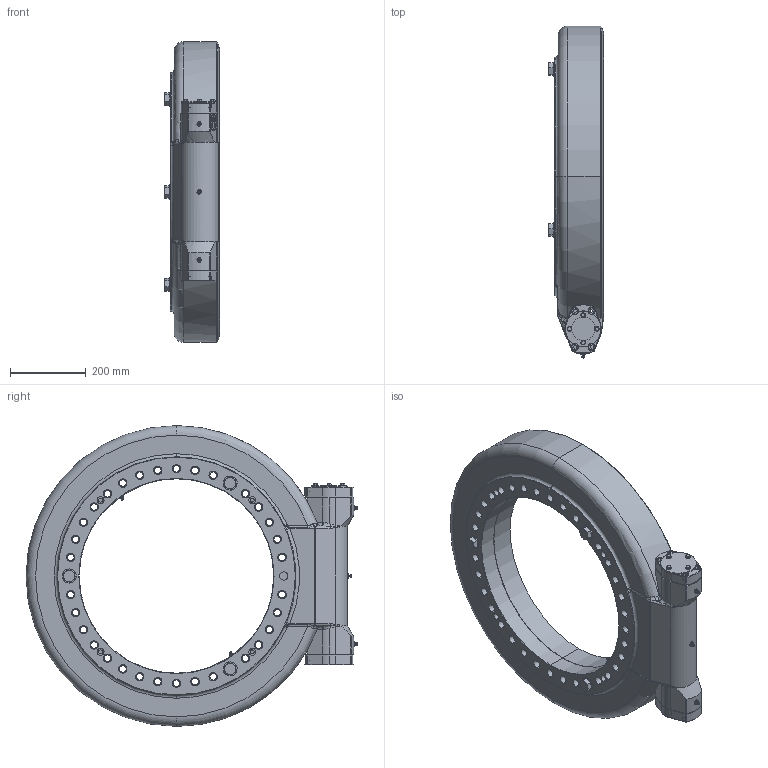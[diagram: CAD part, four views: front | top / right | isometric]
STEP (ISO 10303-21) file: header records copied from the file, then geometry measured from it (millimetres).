
FILE_DESCRIPTION (( 'STEP AP214' ), '1' );
FILE_NAME ('TGE760-A0-RM - SH.STEP', '2015-10-06T06:16:01', ( '' ), ( '' ), 'SwSTEP 2.0', 'SolidWorks 2015', '' );
FILE_SCHEMA (( 'AUTOMOTIVE_DESIGN' ));
Length unit declared in the file: millimetre
Products named in the file (1): TGE760-A0-RM - SH
Bounding box: 145.5 x 873.89 x 792 mm (x, y, z)
Surface area: 1676993 mm2 (no closed solid volume)
Topology: 0 solids, 51 shells, 808 faces, 2649 edges, 1846 vertices
Faces by surface type: cylinder 357, plane 226, cone 100, torus 96, bspline 28, sphere 1
Entity records: 41904 total; most frequent: CARTESIAN_POINT 9854, DIRECTION 4971, ORIENTED_EDGE 4258, EDGE_CURVE 2647, AXIS2_PLACEMENT_3D 1957, VERTEX_POINT 1846, CIRCLE 1176, EDGE_LOOP 1060
